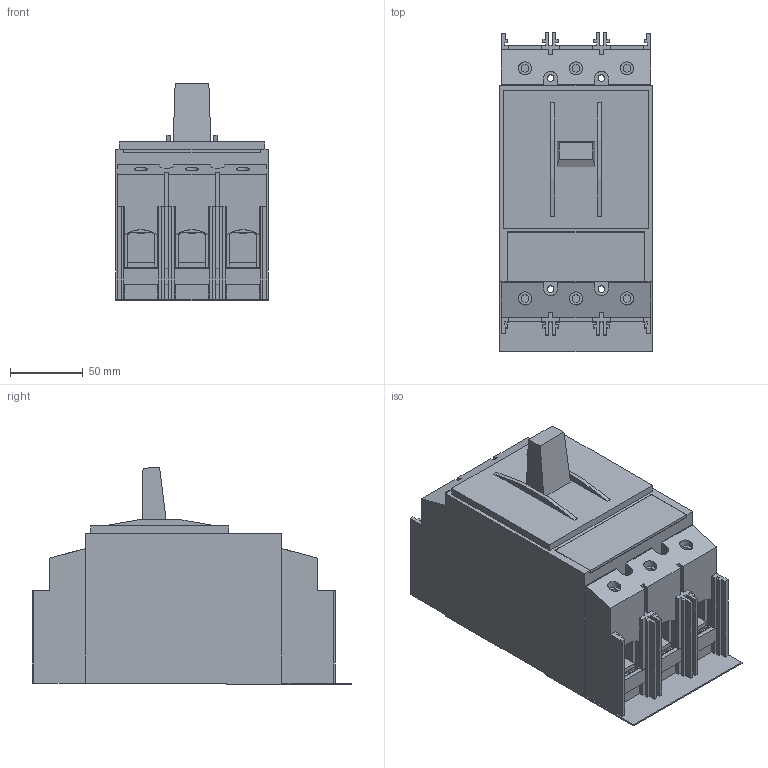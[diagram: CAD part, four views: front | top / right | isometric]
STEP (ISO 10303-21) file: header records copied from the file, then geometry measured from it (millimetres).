
FILE_DESCRIPTION(/* description */ ('STEP AP214'),/* implementation_level */ '2;1');
FILE_NAME(/* name */ 'eaton-molded-case-switches-mcad-3d-models-nzm2-3p-na-cna-bt',/* time_stamp */ '2025-09-01T14:32:06+02:00',/* author */ ('License CC BY-ND 4.0'),/* organization */ ('CADENAS'),/* preprocessor_version */ 'ST-DEVELOPER v19.3',/* originating_system */ 'PARTsolutions',/* authorisation */ ' ');
FILE_SCHEMA (('AUTOMOTIVE_DESIGN {1 0 10303 214 3 1 1}'));
Length unit declared in the file: millimetre
Products named in the file (4): 107779_(index); nzm2_3p_na_cna_bt_p1; nzm2_3p_na_cna_bt_p2; nzm2_3p_p3
Assembly tree (4 placements, depth 2):
  107779_(index)
    nzm2_3p_na_cna_bt_p1
    nzm2_3p_na_cna_bt_p2  x2
    nzm2_3p_p3
Bounding box: 105 x 219.5 x 149.23 mm (x, y, z)
Volume: 1927919.7 mm3; surface area: 221887.7 mm2
Topology: 4 solids, 4 shells, 550 faces, 1549 edges, 1034 vertices
Faces by surface type: plane 508, cylinder 42
Full cylindrical faces by diameter (mm): 4.5 x4, 4.8 x6, 5.5 x2, 8.5 x6, 9 x6, 10 x6
Entity records: 9899 total; most frequent: CARTESIAN_POINT 1740, ORIENTED_EDGE 1692, DIRECTION 1540, EDGE_CURVE 846, LINE 788, VECTOR 788, VERTEX_POINT 576, EDGE_LOOP 382
